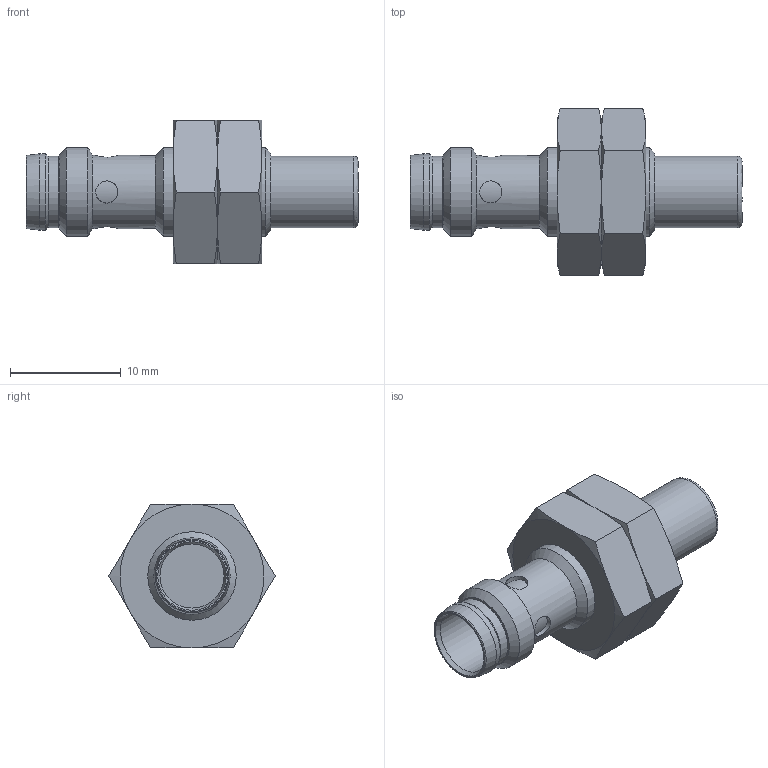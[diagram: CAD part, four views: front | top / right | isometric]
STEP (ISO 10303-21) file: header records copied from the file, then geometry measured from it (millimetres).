
FILE_DESCRIPTION (( 'STEP AP203' ), '1' );
FILE_NAME ('PNE6-AN-6F.step', '2021-01-22T22:39:13', ( 'ADC123' ), ( 'Microsoft' ), 'SwSTEP 2.0', 'SolidWorks 2019', '' );
FILE_SCHEMA (( 'CONFIG_CONTROL_DESIGN' ));
Length unit declared in the file: inch
Products named in the file (1): PNE6-AN-6F
Bounding box: 30 x 15.01 x 13 mm (x, y, z)
Volume: 1932.5 mm3; surface area: 1805.1 mm2
Topology: 3 solids, 3 shells, 79 faces, 166 edges, 101 vertices
Faces by surface type: cone 35, plane 22, cylinder 18, bspline 3, torus 1
Full cylindrical faces by diameter (mm): 2 x4, 5.8 x1, 6.36 x1, 6.5 x2, 6.6 x1, 6.9 x1, 6.917 x2, 8 x2
Entity records: 2238 total; most frequent: CARTESIAN_POINT 757, DIRECTION 274, ORIENTED_EDGE 248, AXIS2_PLACEMENT_3D 131, EDGE_CURVE 124, EDGE_LOOP 120, FACE_OUTER_BOUND 96, VERTEX_POINT 88
